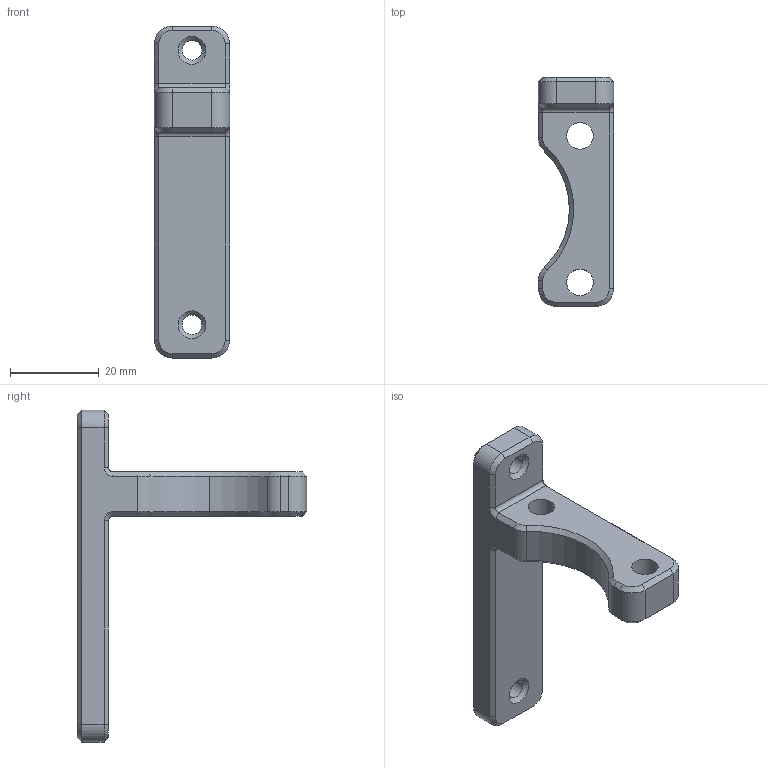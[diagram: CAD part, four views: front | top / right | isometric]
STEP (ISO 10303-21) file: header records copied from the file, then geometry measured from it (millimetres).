
FILE_DESCRIPTION(('HOOPS Exchange Step'),'2;1');
FILE_NAME('temp_export','2024-12-28T20:19:41+19:00',('mikearmstrong'),('Shapr3D Limited'),'HOOPS Exchange 2024.6','Shapr3D','Authorized');
FILE_SCHEMA( ('AP242_MANAGED_MODEL_BASED_3D_ENGINEERING_MIM_LF {1 0 10303 442 1 1 4 }') );
Length unit declared in the file: millimetre
Products named in the file (1): Mount Left
Bounding box: 17 x 51.75 x 75 mm (x, y, z)
Volume: 13910.4 mm3; surface area: 5937 mm2
Topology: 1 solids, 1 shells, 70 faces, 167 edges, 99 vertices
Faces by surface type: plane 29, cone 25, cylinder 16
Full cylindrical faces by diameter (mm): 4.4 x2, 6 x2
Entity records: 2050 total; most frequent: DIRECTION 374, CARTESIAN_POINT 338, ORIENTED_EDGE 334, EDGE_CURVE 167, AXIS2_PLACEMENT_3D 135, VECTOR 104, LINE 104, VERTEX_POINT 99
